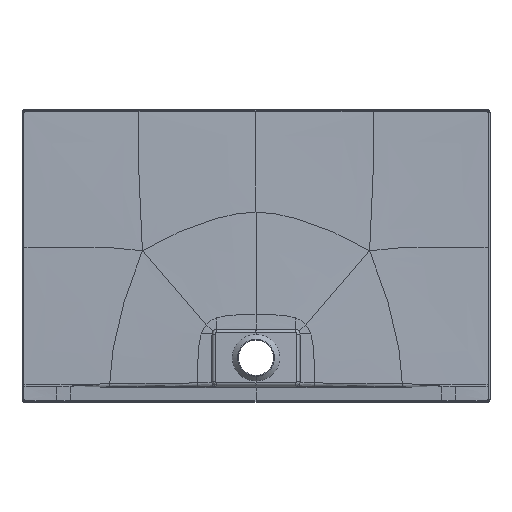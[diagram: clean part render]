
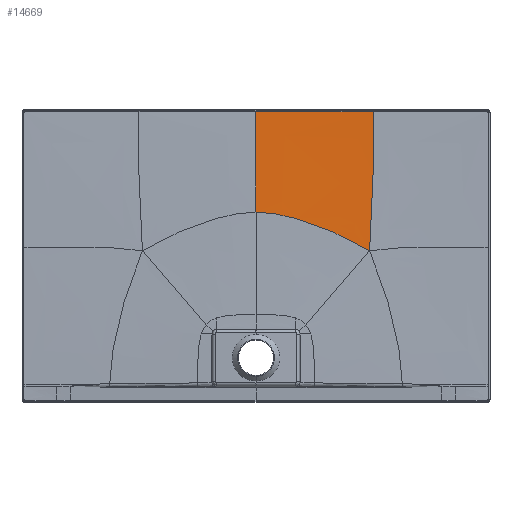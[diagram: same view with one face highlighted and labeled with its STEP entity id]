
A CAD part, front view. The second image highlights one B-rep face of the part: STEP entity #14669.
In plain terms, the highlighted free-form (B-spline) face has degree [3, 3] with [8, 10] control points.
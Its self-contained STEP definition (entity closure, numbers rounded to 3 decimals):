
#3753=CARTESIAN_POINT('',(300.001,-3.053,744.979));
#3777=CARTESIAN_POINT('',(-0.002,-3.123,
744.952));
#3778=CARTESIAN_POINT('',(22.152,-3.123,744.952));
#3779=CARTESIAN_POINT('',(64.801,-3.119,744.953));
#3780=CARTESIAN_POINT('',(121.823,-3.106,744.958));
#3781=CARTESIAN_POINT('',(177.767,-3.091,744.964));
#3782=CARTESIAN_POINT('',(235.906,-3.072,744.971));
#3783=CARTESIAN_POINT('',(278.166,-3.059,744.976));
#3784=CARTESIAN_POINT('',(300.001,-3.053,744.979));
#3786=CARTESIAN_POINT('',(300.001,-3.053,744.979));
#3787=CARTESIAN_POINT('',(300.005,-3.306,720.992));
#3788=CARTESIAN_POINT('',(300.015,-3.922,670.586));
#3789=CARTESIAN_POINT('',(300.263,-4.885,602.172));
#3790=CARTESIAN_POINT('',(299.887,-5.773,540.416));
#3791=CARTESIAN_POINT('',(298.789,-6.486,491.247));
#3792=CARTESIAN_POINT('',(296.67,-7.124,448.477));
#3793=CARTESIAN_POINT('',(293.984,-7.661,414.01));
#3794=CARTESIAN_POINT('',(292.294,-7.938,396.872));
#3795=CARTESIAN_POINT('',(291.362,-8.079,388.368));
#3797=DIRECTION('',(0.,-0.024,-1.));
#3798=VECTOR('',#3797,257.454);
#3799=CARTESIAN_POINT('',(-0.002,-3.123,
744.952));
#3800=LINE('',#3799,#3798);
#3847=CARTESIAN_POINT('',(0.,-9.349,
487.573));
#3848=CARTESIAN_POINT('',(21.39,-9.349,487.573));
#3849=CARTESIAN_POINT('',(65.874,-9.258,482.003));
#3850=CARTESIAN_POINT('',(136.891,-8.962,461.265));
#3851=CARTESIAN_POINT('',(199.396,-8.671,437.005));
#3852=CARTESIAN_POINT('',(251.441,-8.375,411.965));
#3853=CARTESIAN_POINT('',(278.016,-8.187,396.767));
#3854=CARTESIAN_POINT('',(291.362,-8.079,388.368));
#3909=CARTESIAN_POINT('',(291.362,-8.079,388.368));
#4630=VERTEX_POINT('',#3909);
#4747=VERTEX_POINT('',#3753);
#4769=CARTESIAN_POINT('',(0.,-9.349,
487.573));
#4771=VERTEX_POINT('',#4769);
#4772=CARTESIAN_POINT('',(-0.002,-3.123,
744.952));
#4773=VERTEX_POINT('',#4772);
#14579=CARTESIAN_POINT('',(-3.061,-3.04,
748.399));
#14580=CARTESIAN_POINT('',(-3.06,-3.555,
727.082));
#14581=CARTESIAN_POINT('',(-3.019,-4.6,
683.889));
#14582=CARTESIAN_POINT('',(-2.891,-5.909,
629.757));
#14583=CARTESIAN_POINT('',(-2.774,-6.968,
586.004));
#14584=CARTESIAN_POINT('',(-2.693,-7.761,
553.189));
#14585=CARTESIAN_POINT('',(-2.644,-8.423,
525.843));
#14586=CARTESIAN_POINT('',(-2.62,-8.97,
503.208));
#14587=CARTESIAN_POINT('',(-2.615,-9.253,
491.512));
#14588=CARTESIAN_POINT('',(-2.614,-9.404,
485.285));
#14589=CARTESIAN_POINT('',(22.959,-3.04,
748.4));
#14590=CARTESIAN_POINT('',(22.952,-3.556,
727.088));
#14591=CARTESIAN_POINT('',(22.646,-4.602,
683.911));
#14592=CARTESIAN_POINT('',(21.674,-5.913,
629.814));
#14593=CARTESIAN_POINT('',(20.788,-6.972,
586.106));
#14594=CARTESIAN_POINT('',(20.177,-7.766,
553.333));
#14595=CARTESIAN_POINT('',(19.802,-8.427,
526.026));
#14596=CARTESIAN_POINT('',(19.62,-8.975,
503.424));
#14597=CARTESIAN_POINT('',(19.578,-9.257,
491.744));
#14598=CARTESIAN_POINT('',(19.572,-9.408,
485.526));
#14599=CARTESIAN_POINT('',(73.979,-3.038,
748.386));
#14600=CARTESIAN_POINT('',(73.958,-3.537,
726.931));
#14601=CARTESIAN_POINT('',(73.028,-4.547,
683.399));
#14602=CARTESIAN_POINT('',(70.203,-5.823,
628.474));
#14603=CARTESIAN_POINT('',(67.77,-6.866,
583.731));
#14604=CARTESIAN_POINT('',(66.181,-7.656,
550.003));
#14605=CARTESIAN_POINT('',(65.295,-8.321,
521.791));
#14606=CARTESIAN_POINT('',(64.935,-8.876,
498.425));
#14607=CARTESIAN_POINT('',(64.895,-9.164,
486.36));
#14608=CARTESIAN_POINT('',(64.913,-9.318,
479.942));
#14609=CARTESIAN_POINT('',(149.999,-3.033,
748.338));
#14610=CARTESIAN_POINT('',(149.966,-3.463,
726.407));
#14611=CARTESIAN_POINT('',(148.508,-4.347,
681.687));
#14612=CARTESIAN_POINT('',(144.281,-5.508,
623.812));
#14613=CARTESIAN_POINT('',(140.818,-6.503,
575.194));
#14614=CARTESIAN_POINT('',(138.645,-7.284,
537.792));
#14615=CARTESIAN_POINT('',(137.481,-7.966,
505.998));
#14616=CARTESIAN_POINT('',(136.989,-8.55,
479.535));
#14617=CARTESIAN_POINT('',(136.894,-8.857,
465.867));
#14618=CARTESIAN_POINT('',(136.886,-9.022,
458.616));
#14619=CARTESIAN_POINT('',(212.499,-3.028,
748.272));
#14620=CARTESIAN_POINT('',(212.472,-3.385,725.643));
#14621=CARTESIAN_POINT('',(211.216,-4.151,
679.307));
#14622=CARTESIAN_POINT('',(207.68,-5.222,
617.911));
#14623=CARTESIAN_POINT('',(204.712,-6.179,
564.847));
#14624=CARTESIAN_POINT('',(202.685,-6.95,
523.282));
#14625=CARTESIAN_POINT('',(201.258,-7.642,
487.476));
#14626=CARTESIAN_POINT('',(200.162,-8.243,
457.588));
#14627=CARTESIAN_POINT('',(199.6,-8.562,
442.184));
#14628=CARTESIAN_POINT('',(199.28,-8.734,
434.023));
#14629=CARTESIAN_POINT('',(263.323,-3.023,
748.176));
#14630=CARTESIAN_POINT('',(263.312,-3.323,
724.443));
#14631=CARTESIAN_POINT('',(262.681,-4.004,
675.721));
#14632=CARTESIAN_POINT('',(261.03,-5.02,
610.216));
#14633=CARTESIAN_POINT('',(259.367,-5.944,
552.567));
#14634=CARTESIAN_POINT('',(257.818,-6.692,
506.911));
#14635=CARTESIAN_POINT('',(256.032,-7.365,
467.302));
#14636=CARTESIAN_POINT('',(254.039,-7.951,
434.255));
#14637=CARTESIAN_POINT('',(252.769,-8.263,
417.24));
#14638=CARTESIAN_POINT('',(252.032,-8.432,
408.275));
#14639=CARTESIAN_POINT('',(289.147,-3.021,
748.106));
#14640=CARTESIAN_POINT('',(289.146,-3.293,
723.541));
#14641=CARTESIAN_POINT('',(288.955,-3.935,
673.06));
#14642=CARTESIAN_POINT('',(288.619,-4.926,
604.835));
#14643=CARTESIAN_POINT('',(287.853,-5.825,
544.383));
#14644=CARTESIAN_POINT('',(286.622,-6.551,
496.313));
#14645=CARTESIAN_POINT('',(284.615,-7.201,
454.528));
#14646=CARTESIAN_POINT('',(282.061,-7.768,
419.662));
#14647=CARTESIAN_POINT('',(280.415,-8.07,
401.775));
#14648=CARTESIAN_POINT('',(279.403,-8.234,
392.301));
#14649=CARTESIAN_POINT('',(302.47,-3.02,
748.063));
#14650=CARTESIAN_POINT('',(302.475,-3.278,
722.981));
#14651=CARTESIAN_POINT('',(302.526,-3.899,
671.412));
#14652=CARTESIAN_POINT('',(302.911,-4.876,
601.573));
#14653=CARTESIAN_POINT('',(302.624,-5.761,
539.522));
#14654=CARTESIAN_POINT('',(301.557,-6.471,
490.105));
#14655=CARTESIAN_POINT('',(299.412,-7.106,
447.112));
#14656=CARTESIAN_POINT('',(296.582,-7.66,
411.271));
#14657=CARTESIAN_POINT('',(294.707,-7.956,
392.854));
#14658=CARTESIAN_POINT('',(293.6,-8.116,
383.151));
#14659=B_SPLINE_SURFACE_WITH_KNOTS('',3,3,((#14579,#14580,#14581,#14582,#14583,
#14584,#14585,#14586,#14587,#14588),(#14589,#14590,#14591,#14592,#14593,#14594,
#14595,#14596,#14597,#14598),(#14599,#14600,#14601,#14602,#14603,#14604,#14605,
#14606,#14607,#14608),(#14609,#14610,#14611,#14612,#14613,#14614,#14615,#14616,
#14617,#14618),(#14619,#14620,#14621,#14622,#14623,#14624,#14625,#14626,#14627,
#14628),(#14629,#14630,#14631,#14632,#14633,#14634,#14635,#14636,#14637,#14638),
(#14639,#14640,#14641,#14642,#14643,#14644,#14645,#14646,#14647,#14648),(#14649,
#14650,#14651,#14652,#14653,#14654,#14655,#14656,#14657,#14658)),.UNSPECIFIED.,
.F.,.F.,.F.,(4,1,1,1,1,4),(4,1,1,1,1,1,1,4),(-0.005,0.125,0.25,
0.375,0.438,0.504),(0.003,0.125,0.25,0.313,
0.375,0.438,0.469,0.504),.UNSPECIFIED.);
#14661=ORIENTED_EDGE('',*,*,#14660,.F.);
#14663=ORIENTED_EDGE('',*,*,#14662,.T.);
#14664=ORIENTED_EDGE('',*,*,#14570,.T.);
#14666=ORIENTED_EDGE('',*,*,#14665,.F.);
#14667=EDGE_LOOP('',(#14661,#14663,#14664,#14666));
#14668=FACE_OUTER_BOUND('',#14667,.F.);
#14669=ADVANCED_FACE('',(#14668),#14659,.F.);
#3785=B_SPLINE_CURVE_WITH_KNOTS('',3,(#3777,#3778,#3779,#3780,#3781,#3782,#3783,
#3784),.UNSPECIFIED.,.F.,.F.,(4,1,1,1,1,4),(0.,0.2,0.4,0.6,0.8,1.),
.UNSPECIFIED.);
#3796=B_SPLINE_CURVE_WITH_KNOTS('',3,(#3786,#3787,#3788,#3789,#3790,#3791,#3792,
#3793,#3794,#3795),.UNSPECIFIED.,.F.,.F.,(4,1,1,1,1,1,1,4),(0.,
0.237,0.492,0.619,0.746,
0.873,0.936,1.),.UNSPECIFIED.);
#3855=B_SPLINE_CURVE_WITH_KNOTS('',3,(#3847,#3848,#3849,#3850,#3851,#3852,#3853,
#3854),.UNSPECIFIED.,.F.,.F.,(4,1,1,1,1,4),(0.,0.25,0.5,0.75,0.875,
1.),.UNSPECIFIED.);
#14570=EDGE_CURVE('',#4747,#4630,#3796,.T.);
#14660=EDGE_CURVE('',#4773,#4771,#3800,.T.);
#14662=EDGE_CURVE('',#4773,#4747,#3785,.T.);
#14665=EDGE_CURVE('',#4771,#4630,#3855,.T.);
